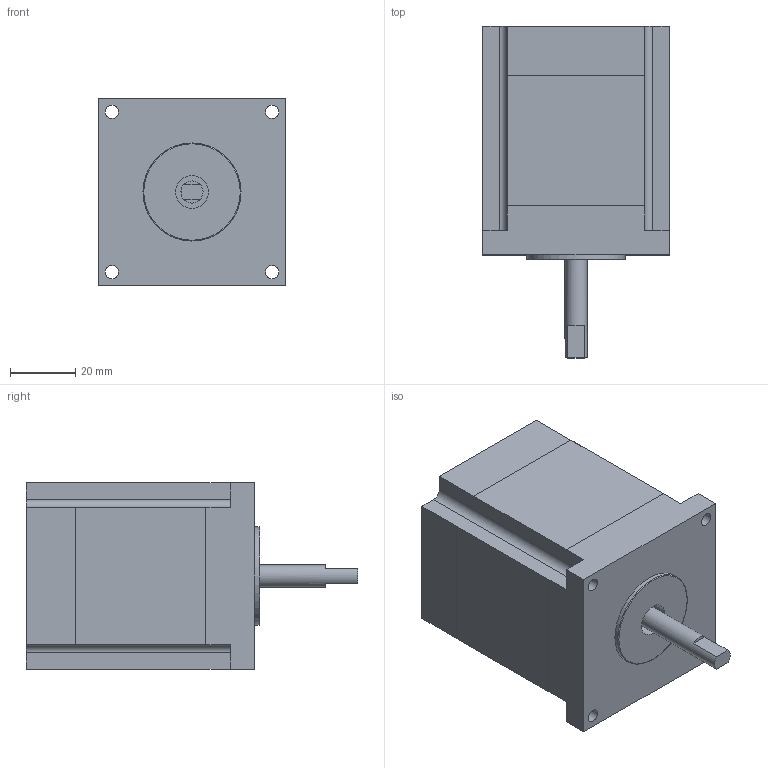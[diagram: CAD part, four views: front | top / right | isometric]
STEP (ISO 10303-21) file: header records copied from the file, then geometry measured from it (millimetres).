
FILE_DESCRIPTION(('FreeCAD Model'),'2;1');
FILE_NAME('Open CASCADE Shape Model','2024-06-10T09:38:52',(''),(''), 'Open CASCADE STEP processor 7.6','FreeCAD','Unknown');
FILE_SCHEMA(('AUTOMOTIVE_DESIGN { 1 0 10303 214 1 1 1 1 }'));
Length unit declared in the file: millimetre
Products named in the file (1): Body
Bounding box: 57 x 101.5 x 57 mm (x, y, z)
Volume: 214959.2 mm3; surface area: 23748.1 mm2
Topology: 1 solids, 1 shells, 45 faces, 119 edges, 79 vertices
Faces by surface type: plane 33, cylinder 11, torus 1
Full cylindrical faces by diameter (mm): 4 x4, 6.75 x1, 10 x1, 30 x1
Entity records: 3282 total; most frequent: CARTESIAN_POINT 590, DIRECTION 459, LINE 303, VECTOR 303, ORIENTED_EDGE 238, PCURVE 238, DEFINITIONAL_REPRESENTATION 238, EDGE_CURVE 119
